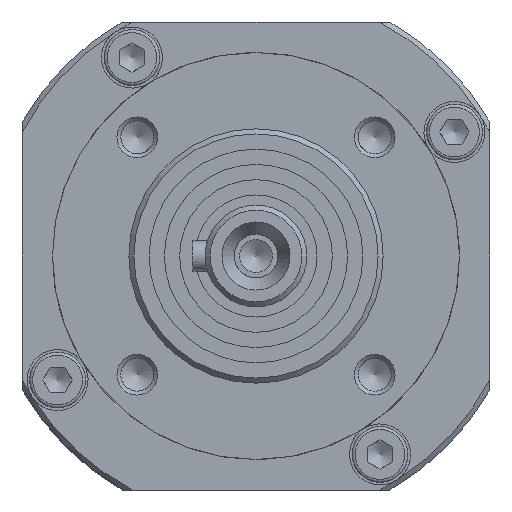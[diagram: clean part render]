
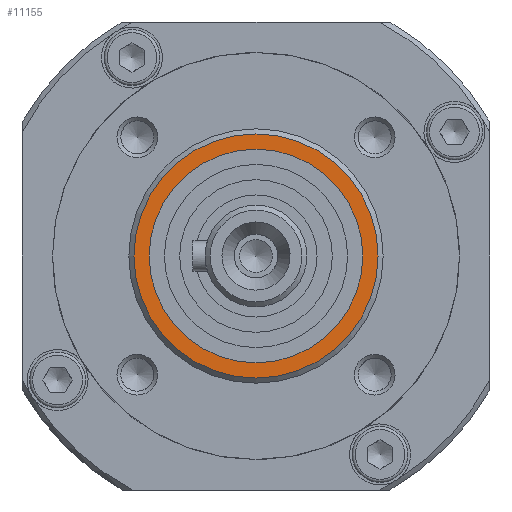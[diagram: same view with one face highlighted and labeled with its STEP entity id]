
A CAD part, left-side view. The second image highlights one B-rep face of the part: STEP entity #11155.
In plain terms, the highlighted planar face has unit normal (-1, 0, 0).
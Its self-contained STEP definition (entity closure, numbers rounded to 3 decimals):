
#9276 = CONICAL_SURFACE('',#9277,12.25,0.785);
#9277 = AXIS2_PLACEMENT_3D('',#9278,#9279,#9280);
#9278 = CARTESIAN_POINT('',(24.25,0.,0.));
#9279 = DIRECTION('',(1.,0.,0.));
#9280 = DIRECTION('',(0.,-1.,0.));
#9335 = EDGE_CURVE('',#9336,#9336,#9338,.T.);
#9336 = VERTEX_POINT('',#9337);
#9337 = CARTESIAN_POINT('',(24.,12.,0.));
#9338 = SURFACE_CURVE('',#9339,(#9344,#9373),.PCURVE_S1.);
#9339 = CIRCLE('',#9340,12.);
#9340 = AXIS2_PLACEMENT_3D('',#9341,#9342,#9343);
#9341 = CARTESIAN_POINT('',(24.,0.,0.));
#9342 = DIRECTION('',(1.,0.,0.));
#9343 = DIRECTION('',(0.,-1.,0.));
#9344 = PCURVE('',#9276,#9345);
#9345 = DEFINITIONAL_REPRESENTATION('',(#9346),#9372);
#9346 = B_SPLINE_CURVE_WITH_KNOTS('',3,(#9347,#9348,#9349,#9350,#9351,
    #9352,#9353,#9354,#9355,#9356,#9357,#9358,#9359,#9360,#9361,#9362,
    #9363,#9364,#9365,#9366,#9367,#9368,#9369,#9370,#9371),
  .UNSPECIFIED.,.F.,.F.,(4,1,1,1,1,1,1,1,1,1,1,1,1,1,1,1,1,1,1,1,1,1,4),
  (3.142,3.427,3.713,3.998,
    4.284,4.57,4.855,5.141,
    5.426,5.712,5.998,6.283,
    6.569,6.854,7.14,7.426,
    7.711,7.997,8.282,8.568,
    8.854,9.139,9.425),.QUASI_UNIFORM_KNOTS.);
#9347 = CARTESIAN_POINT('',(3.142,-0.25));
#9348 = CARTESIAN_POINT('',(3.237,-0.25));
#9349 = CARTESIAN_POINT('',(3.427,-0.25));
#9350 = CARTESIAN_POINT('',(3.713,-0.25));
#9351 = CARTESIAN_POINT('',(3.998,-0.25));
#9352 = CARTESIAN_POINT('',(4.284,-0.25));
#9353 = CARTESIAN_POINT('',(4.57,-0.25));
#9354 = CARTESIAN_POINT('',(4.855,-0.25));
#9355 = CARTESIAN_POINT('',(5.141,-0.25));
#9356 = CARTESIAN_POINT('',(5.426,-0.25));
#9357 = CARTESIAN_POINT('',(5.712,-0.25));
#9358 = CARTESIAN_POINT('',(5.998,-0.25));
#9359 = CARTESIAN_POINT('',(6.283,-0.25));
#9360 = CARTESIAN_POINT('',(6.569,-0.25));
#9361 = CARTESIAN_POINT('',(6.854,-0.25));
#9362 = CARTESIAN_POINT('',(7.14,-0.25));
#9363 = CARTESIAN_POINT('',(7.426,-0.25));
#9364 = CARTESIAN_POINT('',(7.711,-0.25));
#9365 = CARTESIAN_POINT('',(7.997,-0.25));
#9366 = CARTESIAN_POINT('',(8.282,-0.25));
#9367 = CARTESIAN_POINT('',(8.568,-0.25));
#9368 = CARTESIAN_POINT('',(8.854,-0.25));
#9369 = CARTESIAN_POINT('',(9.139,-0.25));
#9370 = CARTESIAN_POINT('',(9.33,-0.25));
#9371 = CARTESIAN_POINT('',(9.425,-0.25));
#9372 = ( GEOMETRIC_REPRESENTATION_CONTEXT(2) 
PARAMETRIC_REPRESENTATION_CONTEXT() REPRESENTATION_CONTEXT('2D SPACE',''
  ) );
#9373 = PCURVE('',#9374,#9379);
#9374 = PLANE('',#9375);
#9375 = AXIS2_PLACEMENT_3D('',#9376,#9377,#9378);
#9376 = CARTESIAN_POINT('',(24.,11.5,0.));
#9377 = DIRECTION('',(-1.,0.,0.));
#9378 = DIRECTION('',(0.,0.,1.));
#9379 = DEFINITIONAL_REPRESENTATION('',(#9380),#9388);
#9380 = ( BOUNDED_CURVE() B_SPLINE_CURVE(2,(#9381,#9382,#9383,#9384,
#9385,#9386,#9387),.UNSPECIFIED.,.T.,.F.) B_SPLINE_CURVE_WITH_KNOTS((1,2
    ,2,2,2,1),(-2.094,0.,2.094,4.189,
6.283,8.378),.UNSPECIFIED.) CURVE() 
GEOMETRIC_REPRESENTATION_ITEM() RATIONAL_B_SPLINE_CURVE((1.,0.5,1.,0.5,
1.,0.5,1.)) REPRESENTATION_ITEM('') );
#9381 = CARTESIAN_POINT('',(0.,-23.5));
#9382 = CARTESIAN_POINT('',(-20.785,-23.5));
#9383 = CARTESIAN_POINT('',(-10.392,-5.5));
#9384 = CARTESIAN_POINT('',(0.,12.5));
#9385 = CARTESIAN_POINT('',(10.392,-5.5));
#9386 = CARTESIAN_POINT('',(20.785,-23.5));
#9387 = CARTESIAN_POINT('',(0.,-23.5));
#9388 = ( GEOMETRIC_REPRESENTATION_CONTEXT(2) 
PARAMETRIC_REPRESENTATION_CONTEXT() REPRESENTATION_CONTEXT('2D SPACE',''
  ) );
#11155 = ADVANCED_FACE('',(#11156,#11159),#9374,.T.);
#11156 = FACE_BOUND('',#11157,.T.);
#11157 = EDGE_LOOP('',(#11158));
#11158 = ORIENTED_EDGE('',*,*,#9335,.F.);
#11159 = FACE_BOUND('',#11160,.T.);
#11160 = EDGE_LOOP('',(#11161));
#11161 = ORIENTED_EDGE('',*,*,#11162,.T.);
#11162 = EDGE_CURVE('',#11163,#11163,#11165,.T.);
#11163 = VERTEX_POINT('',#11164);
#11164 = CARTESIAN_POINT('',(24.,10.5,0.));
#11165 = SURFACE_CURVE('',#11166,(#11171,#11182),.PCURVE_S1.);
#11166 = CIRCLE('',#11167,10.5);
#11167 = AXIS2_PLACEMENT_3D('',#11168,#11169,#11170);
#11168 = CARTESIAN_POINT('',(24.,0.,0.));
#11169 = DIRECTION('',(1.,0.,0.));
#11170 = DIRECTION('',(0.,1.,0.));
#11171 = PCURVE('',#9374,#11172);
#11172 = DEFINITIONAL_REPRESENTATION('',(#11173),#11181);
#11173 = ( BOUNDED_CURVE() B_SPLINE_CURVE(2,(#11174,#11175,#11176,#11177
    ,#11178,#11179,#11180),.UNSPECIFIED.,.F.,.F.) 
B_SPLINE_CURVE_WITH_KNOTS((1,2,2,2,2,1),(-2.094,0.,
    2.094,4.189,6.283,8.378),
.UNSPECIFIED.) CURVE() GEOMETRIC_REPRESENTATION_ITEM() 
RATIONAL_B_SPLINE_CURVE((1.,0.5,1.,0.5,1.,0.5,1.)) REPRESENTATION_ITEM(
  '') );
#11174 = CARTESIAN_POINT('',(0.,-1.));
#11175 = CARTESIAN_POINT('',(18.187,-1.));
#11176 = CARTESIAN_POINT('',(9.093,-16.75));
#11177 = CARTESIAN_POINT('',(0.,-32.5));
#11178 = CARTESIAN_POINT('',(-9.093,-16.75));
#11179 = CARTESIAN_POINT('',(-18.187,-1.));
#11180 = CARTESIAN_POINT('',(0.,-1.));
#11181 = ( GEOMETRIC_REPRESENTATION_CONTEXT(2) 
PARAMETRIC_REPRESENTATION_CONTEXT() REPRESENTATION_CONTEXT('2D SPACE',''
  ) );
#11182 = PCURVE('',#11183,#11188);
#11183 = CYLINDRICAL_SURFACE('',#11184,10.5);
#11184 = AXIS2_PLACEMENT_3D('',#11185,#11186,#11187);
#11185 = CARTESIAN_POINT('',(24.75,0.,0.));
#11186 = DIRECTION('',(1.,0.,0.));
#11187 = DIRECTION('',(0.,1.,0.));
#11188 = DEFINITIONAL_REPRESENTATION('',(#11189),#11192);
#11189 = B_SPLINE_CURVE_WITH_KNOTS('',1,(#11190,#11191),.UNSPECIFIED.,
  .F.,.F.,(2,2),(0.,6.283),.PIECEWISE_BEZIER_KNOTS.);
#11190 = CARTESIAN_POINT('',(0.,-0.75));
#11191 = CARTESIAN_POINT('',(6.283,-0.75));
#11192 = ( GEOMETRIC_REPRESENTATION_CONTEXT(2) 
PARAMETRIC_REPRESENTATION_CONTEXT() REPRESENTATION_CONTEXT('2D SPACE',''
  ) );
